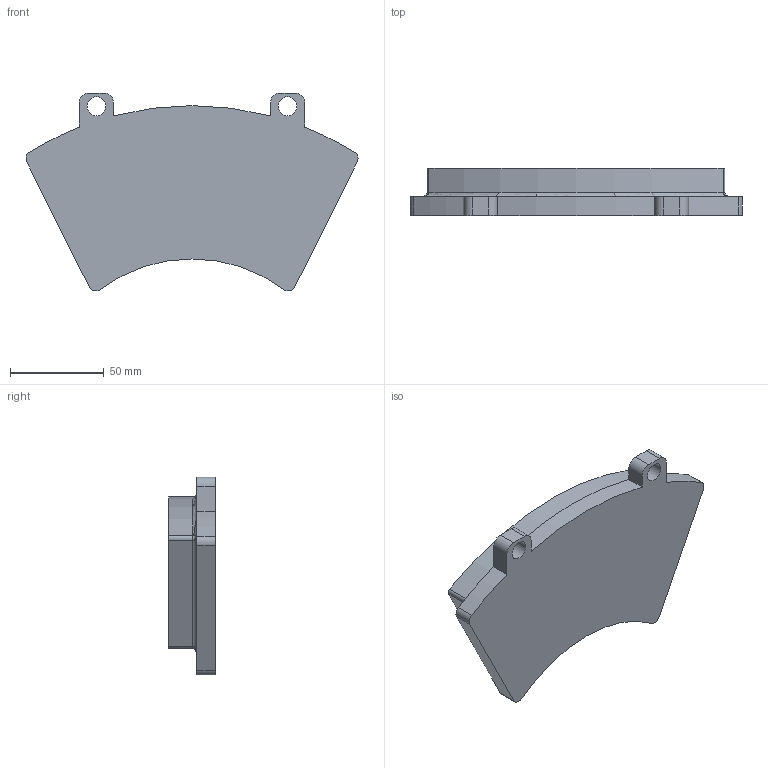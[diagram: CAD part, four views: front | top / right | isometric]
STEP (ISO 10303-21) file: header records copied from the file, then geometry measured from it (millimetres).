
FILE_DESCRIPTION(('CATIA V5 STEP Exchange'),'2;1');
FILE_NAME('placute frana.stp','2024-06-09T13:20:07+00:00',('none'),('none'),'CATIA Version 5 Release 21 GA (IN-10)','CATIA V5 STEP AP203','none');
FILE_SCHEMA(('CONFIG_CONTROL_DESIGN'));
Length unit declared in the file: millimetre
Products named in the file (1): Part7
Bounding box: 176.85 x 25 x 105.39 mm (x, y, z)
Volume: 265222.9 mm3; surface area: 36982.5 mm2
Topology: 1 solids, 1 shells, 43 faces, 112 edges, 68 vertices
Faces by surface type: cylinder 24, plane 13, bspline 4, torus 2
Entity records: 1954 total; most frequent: CARTESIAN_POINT 934, ORIENTED_EDGE 216, DIRECTION 164, EDGE_CURVE 108, AXIS2_PLACEMENT_3D 77, VERTEX_POINT 68, VECTOR 54, LINE 54
